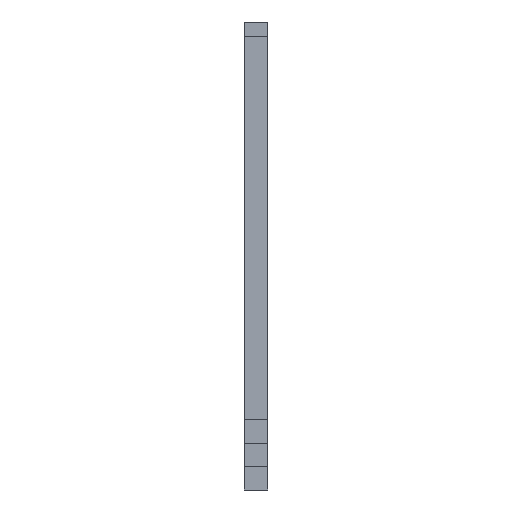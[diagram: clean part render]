
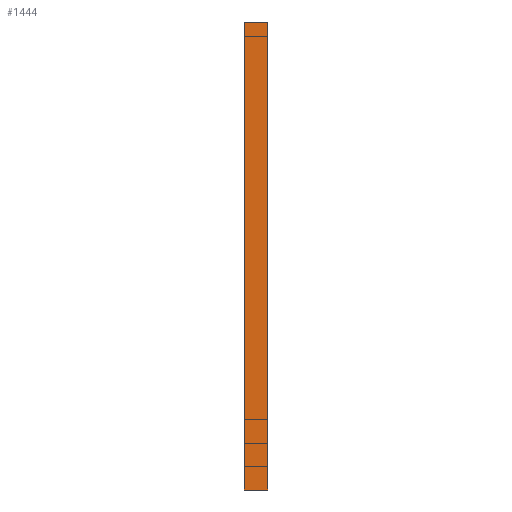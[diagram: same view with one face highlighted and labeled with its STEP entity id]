
A CAD part, left-side view. The second image highlights one B-rep face of the part: STEP entity #1444.
In plain terms, the highlighted planar face has unit normal (-1, 0, 0).
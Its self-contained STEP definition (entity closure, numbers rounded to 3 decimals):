
#17 = CARTESIAN_POINT ( 'NONE',  ( -537.071, 5., 50. ) ) ;
#246 = VERTEX_POINT ( 'NONE', #2236 ) ;
#373 = LINE ( 'NONE', #1775, #1792 ) ;
#406 = EDGE_CURVE ( 'NONE', #246, #3283, #373, .T. ) ;
#458 = LINE ( 'NONE', #2855, #2747 ) ;
#479 = DIRECTION ( 'NONE',  ( 0., 0., -1. ) ) ;
#501 = CARTESIAN_POINT ( 'NONE',  ( -537.071, 105.045, 50. ) ) ;
#621 = FACE_OUTER_BOUND ( 'NONE', #3273, .T. ) ;
#824 = DIRECTION ( 'NONE',  ( 0., 0., 1. ) ) ;
#856 = DIRECTION ( 'NONE',  ( 0., -1., 0. ) ) ;
#1286 = VECTOR ( 'NONE', #1682, 1000. ) ;
#1353 = PLANE ( 'NONE',  #2429 ) ;
#1387 = EDGE_CURVE ( 'NONE', #3065, #2289, #1471, .T. ) ;
#1444 = ADVANCED_FACE ( 'NONE', ( #621 ), #1353, .F. ) ;
#1471 = LINE ( 'NONE', #1991, #2909 ) ;
#1682 = DIRECTION ( 'NONE',  ( 0., -1., 0. ) ) ;
#1775 = CARTESIAN_POINT ( 'NONE',  ( -537.071, 5., -50. ) ) ;
#1792 = VECTOR ( 'NONE', #3493, 1000. ) ;
#1940 = DIRECTION ( 'NONE',  ( 1., 0., 0. ) ) ;
#1991 = CARTESIAN_POINT ( 'NONE',  ( -537.071, 0., -50. ) ) ;
#1998 = ORIENTED_EDGE ( 'NONE', *, *, #1387, .T. ) ;
#2018 = CARTESIAN_POINT ( 'NONE',  ( -537.071, 105.045, -50. ) ) ;
#2056 = LINE ( 'NONE', #501, #1286 ) ;
#2236 = CARTESIAN_POINT ( 'NONE',  ( -537.071, 5., -50. ) ) ;
#2289 = VERTEX_POINT ( 'NONE', #3354 ) ;
#2429 = AXIS2_PLACEMENT_3D ( 'NONE', #2018, #1940, #479 ) ;
#2702 = ORIENTED_EDGE ( 'NONE', *, *, #2767, .F. ) ;
#2747 = VECTOR ( 'NONE', #856, 1000. ) ;
#2767 = EDGE_CURVE ( 'NONE', #3283, #2289, #2056, .T. ) ;
#2799 = ORIENTED_EDGE ( 'NONE', *, *, #3294, .T. ) ;
#2855 = CARTESIAN_POINT ( 'NONE',  ( -537.071, 105.045, -50. ) ) ;
#2909 = VECTOR ( 'NONE', #824, 1000. ) ;
#3065 = VERTEX_POINT ( 'NONE', #3663 ) ;
#3273 = EDGE_LOOP ( 'NONE', ( #3479, #2799, #1998, #2702 ) ) ;
#3283 = VERTEX_POINT ( 'NONE', #17 ) ;
#3294 = EDGE_CURVE ( 'NONE', #246, #3065, #458, .T. ) ;
#3354 = CARTESIAN_POINT ( 'NONE',  ( -537.071, 0., 50. ) ) ;
#3479 = ORIENTED_EDGE ( 'NONE', *, *, #406, .F. ) ;
#3493 = DIRECTION ( 'NONE',  ( 0., 0., 1. ) ) ;
#3663 = CARTESIAN_POINT ( 'NONE',  ( -537.071, 0., -50. ) ) ;
